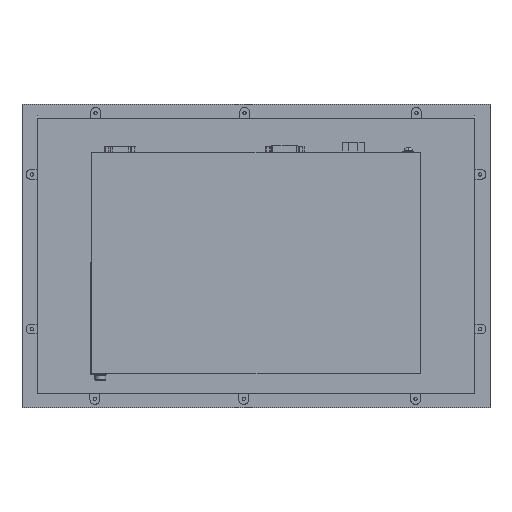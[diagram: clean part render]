
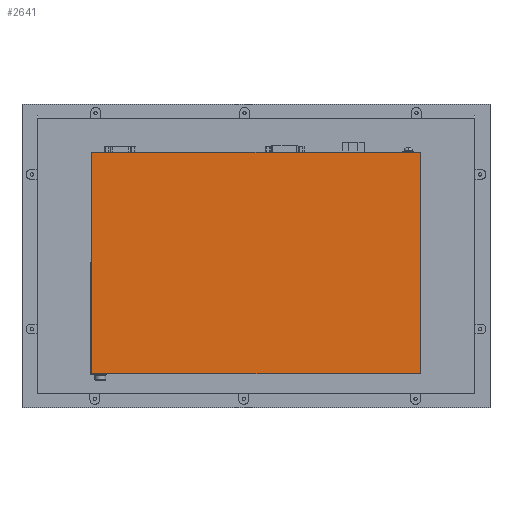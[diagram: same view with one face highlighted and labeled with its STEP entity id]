
A CAD part, top view. The second image highlights one B-rep face of the part: STEP entity #2641.
In plain terms, the highlighted planar face has unit normal (0, 0, 1).
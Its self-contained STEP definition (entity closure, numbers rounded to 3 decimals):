
#2628=AXIS2_PLACEMENT_3D('Plane Axis2P3D',#2625,#2626,#2627) ;
#1773=CARTESIAN_POINT('Vertex',(64.5,236.2,72.6)) ;
#1787=CARTESIAN_POINT('Vertex',(64.5,31.2,72.6)) ;
#1790=CARTESIAN_POINT('Line Origine',(64.5,133.7,72.6)) ;
#1814=CARTESIAN_POINT('Vertex',(368.5,236.2,72.6)) ;
#1822=CARTESIAN_POINT('Line Origine',(216.5,236.2,72.6)) ;
#2609=CARTESIAN_POINT('Vertex',(368.5,31.2,72.6)) ;
#2612=CARTESIAN_POINT('Line Origine',(216.5,31.2,72.6)) ;
#2625=CARTESIAN_POINT('Axis2P3D Location',(0.,0.,72.6)) ;
#2630=CARTESIAN_POINT('Line Origine',(368.5,133.7,72.6)) ;
#1791=DIRECTION('Vector Direction',(0.,-1.,0.)) ;
#1823=DIRECTION('Vector Direction',(1.,0.,0.)) ;
#2613=DIRECTION('Vector Direction',(-1.,0.,0.)) ;
#2626=DIRECTION('Axis2P3D Direction',(0.,0.,1.)) ;
#2627=DIRECTION('Axis2P3D XDirection',(1.,0.,0.)) ;
#2631=DIRECTION('Vector Direction',(0.,1.,0.)) ;
#1792=VECTOR('Line Direction',#1791,1.) ;
#1824=VECTOR('Line Direction',#1823,1.) ;
#2614=VECTOR('Line Direction',#2613,1.) ;
#2632=VECTOR('Line Direction',#2631,1.) ;
#2636=ORIENTED_EDGE('',*,*,#1794,.T.) ;
#2637=ORIENTED_EDGE('',*,*,#2616,.T.) ;
#2638=ORIENTED_EDGE('',*,*,#2634,.T.) ;
#2639=ORIENTED_EDGE('',*,*,#1826,.T.) ;
#2641=ADVANCED_FACE('Housing.2',(#2640),#2629,.T.) ;
#1794=EDGE_CURVE('',#1774,#1788,#1793,.T.) ;
#1826=EDGE_CURVE('',#1815,#1774,#1825,.F.) ;
#2616=EDGE_CURVE('',#1788,#2610,#2615,.F.) ;
#2634=EDGE_CURVE('',#2610,#1815,#2633,.T.) ;
#2635=EDGE_LOOP('',(#2636,#2637,#2638,#2639)) ;
#2640=FACE_OUTER_BOUND('',#2635,.T.) ;
#1793=LINE('Line',#1790,#1792) ;
#1825=LINE('Line',#1822,#1824) ;
#2615=LINE('Line',#2612,#2614) ;
#2633=LINE('Line',#2630,#2632) ;
#2629=PLANE('',#2628) ;
#1774=VERTEX_POINT('',#1773) ;
#1788=VERTEX_POINT('',#1787) ;
#1815=VERTEX_POINT('',#1814) ;
#2610=VERTEX_POINT('',#2609) ;
